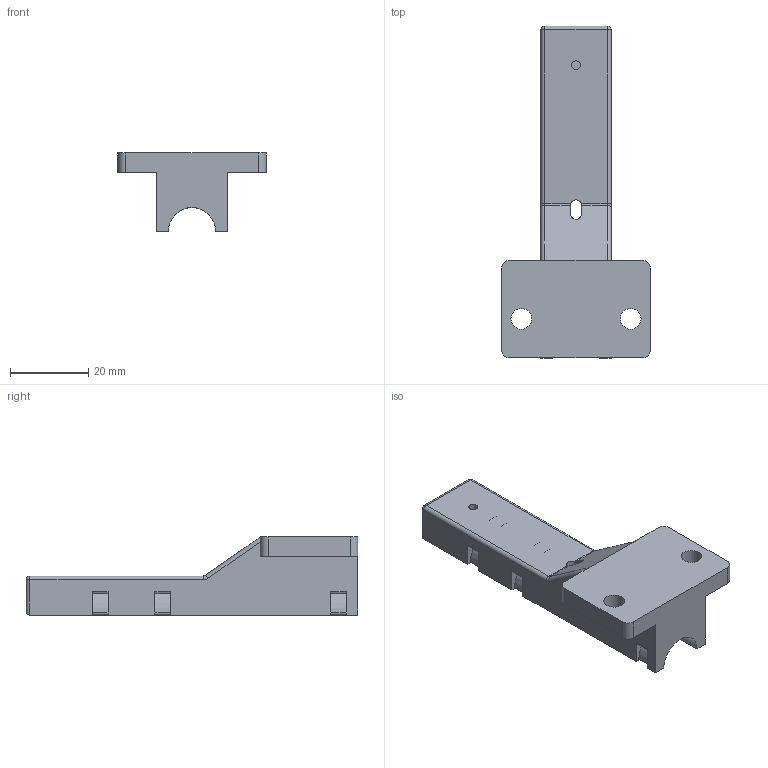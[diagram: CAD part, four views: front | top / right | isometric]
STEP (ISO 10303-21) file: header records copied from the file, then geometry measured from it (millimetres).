
FILE_DESCRIPTION(/* description */ (''),/* implementation_level */ '2;1');
FILE_NAME(/* name */ 'tool_cable_management_bracket.step',/* time_stamp */ '2020-11-18T20:02:48+01:00',/* author */ (''),/* organization */ (''),/* preprocessor_version */ 'ST-DEVELOPER v18.1',/* originating_system */ 'Autodesk Translation Framework v9.3.0.1241',/* authorisation */ '');
FILE_SCHEMA (('AUTOMOTIVE_DESIGN { 1 0 10303 214 3 1 1 }'));
Length unit declared in the file: millimetre
Products named in the file (1): tool_cable_management_bracket
Bounding box: 38 x 85 x 20 mm (x, y, z)
Volume: 17825.7 mm3; surface area: 8526.8 mm2
Topology: 1 solids, 1 shells, 72 faces, 212 edges, 136 vertices
Faces by surface type: cylinder 39, plane 28, torus 3, sphere 2
Full cylindrical faces by diameter (mm): 2.2 x1, 5.3 x2
Entity records: 2533 total; most frequent: CARTESIAN_POINT 495, DIRECTION 427, ORIENTED_EDGE 424, EDGE_CURVE 212, AXIS2_PLACEMENT_3D 148, VERTEX_POINT 136, LINE 131, VECTOR 131
